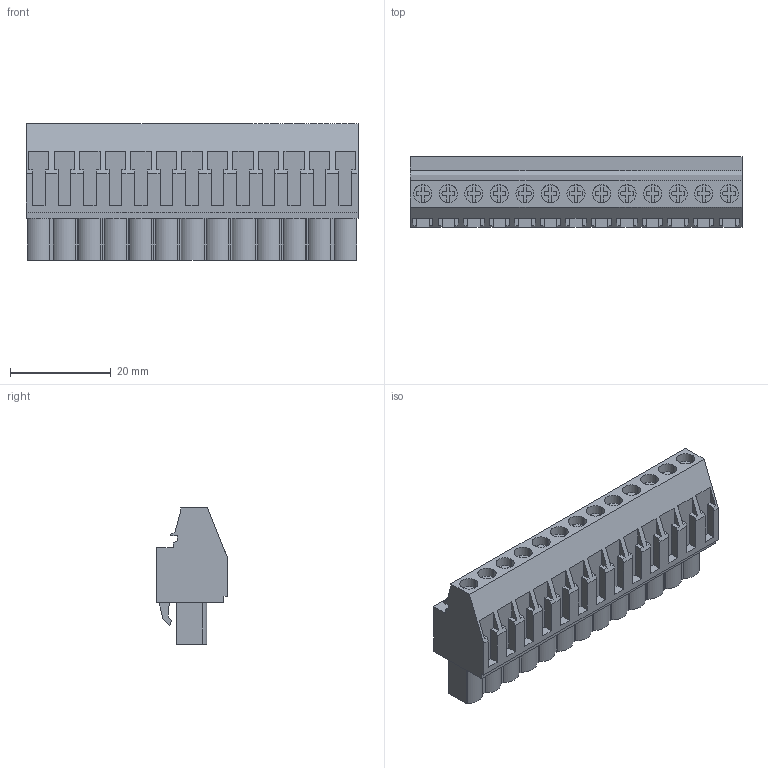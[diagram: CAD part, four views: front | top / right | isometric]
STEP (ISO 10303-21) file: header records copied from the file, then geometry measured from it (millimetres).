
FILE_DESCRIPTION(('CATIA V5 STEP','CAx-IF Rec.Pracs.--- Model Styling and Organization---1.2---2011-12-15'),'2;1');
FILE_NAME ('D1467924_0_1948350000_1948350000.stp','2017-09-08T11:00:44+00:00',('none'),('Weidmueller'),'CATIA Version 5-6 Release 2014','CATIA V5 STEP AP214','none');
FILE_SCHEMA(('AUTOMOTIVE_DESIGN { 1 0 10303 214 1 1 1 1 }'));
Length unit declared in the file: millimetre
Products named in the file (1): 1948350000
Bounding box: 66.04 x 14.1 x 27.2 mm (x, y, z)
Volume: 15034.4 mm3; surface area: 8783 mm2
Topology: 14 solids, 14 shells, 853 faces, 2360 edges, 1590 vertices
Faces by surface type: plane 736, cylinder 115, extrusion 2
Entity records: 24972 total; most frequent: ORIENTED_EDGE 4720, CARTESIAN_POINT 4459, DIRECTION 3370, EDGE_CURVE 2360, VECTOR 2076, LINE 2074, VERTEX_POINT 1590, EDGE_LOOP 908
